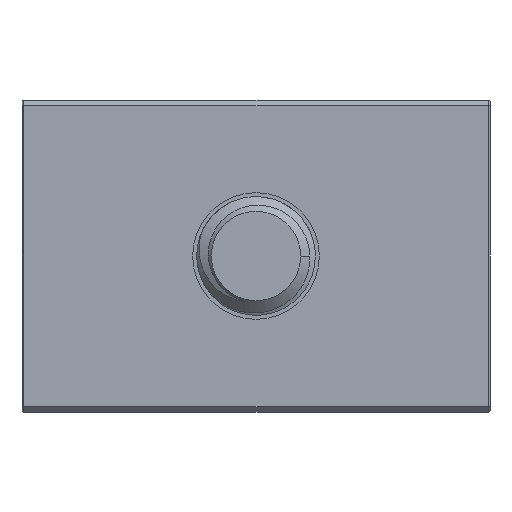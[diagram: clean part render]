
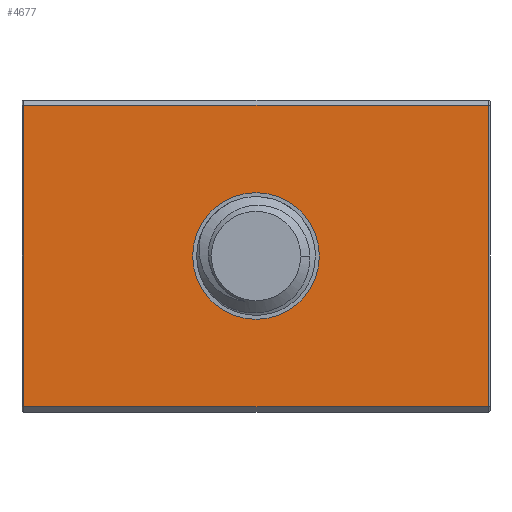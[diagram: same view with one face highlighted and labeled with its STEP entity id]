
A CAD part, front view. The second image highlights one B-rep face of the part: STEP entity #4677.
In plain terms, the highlighted face is planar.
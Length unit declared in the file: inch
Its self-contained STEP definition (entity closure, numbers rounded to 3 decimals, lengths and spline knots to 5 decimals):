
#99 = DIRECTION ( 'NONE',  ( 1., 0., 0. ) ) ;
#323 = ORIENTED_EDGE ( 'NONE', *, *, #5406, .T. ) ;
#341 = LINE ( 'NONE', #5474, #5313 ) ;
#391 = CIRCLE ( 'NONE', #2097, 0.1015 ) ;
#471 = VECTOR ( 'NONE', #2902, 39.37008 ) ;
#516 = LINE ( 'NONE', #2242, #1062 ) ;
#574 = CARTESIAN_POINT ( 'NONE',  ( 0.1015, 0., -0.20253 ) ) ;
#606 = VERTEX_POINT ( 'NONE', #2590 ) ;
#659 = CARTESIAN_POINT ( 'NONE',  ( 0.3725, 0.24177, -0.20253 ) ) ;
#952 = VERTEX_POINT ( 'NONE', #574 ) ;
#1062 = VECTOR ( 'NONE', #99, 39.37008 ) ;
#1072 = CARTESIAN_POINT ( 'NONE',  ( 0.3725, -0.24177, -0.20253 ) ) ;
#1110 = AXIS2_PLACEMENT_3D ( 'NONE', #4751, #2547, #2222 ) ;
#1188 = VERTEX_POINT ( 'NONE', #659 ) ;
#1231 = LINE ( 'NONE', #2932, #471 ) ;
#1236 = DIRECTION ( 'NONE',  ( 0., 0., 1. ) ) ;
#1316 = ORIENTED_EDGE ( 'NONE', *, *, #3090, .T. ) ;
#1534 = VERTEX_POINT ( 'NONE', #2574 ) ;
#1636 = DIRECTION ( 'NONE',  ( 1., 0., 0. ) ) ;
#1678 = PLANE ( 'NONE',  #2399 ) ;
#1705 = FACE_BOUND ( 'NONE', #2704, .T. ) ;
#2097 = AXIS2_PLACEMENT_3D ( 'NONE', #2778, #4501, #4925 ) ;
#2222 = DIRECTION ( 'NONE',  ( 1., 0., 0. ) ) ;
#2242 = CARTESIAN_POINT ( 'NONE',  ( -0.375, 0.24177, -0.20253 ) ) ;
#2399 = AXIS2_PLACEMENT_3D ( 'NONE', #5487, #1236, #2995 ) ;
#2422 = EDGE_CURVE ( 'NONE', #952, #3407, #391, .T. ) ;
#2547 = DIRECTION ( 'NONE',  ( 0., 0., 1. ) ) ;
#2574 = CARTESIAN_POINT ( 'NONE',  ( -0.3725, -0.24177, -0.20253 ) ) ;
#2590 = CARTESIAN_POINT ( 'NONE',  ( 0.3725, -0.24177, -0.20253 ) ) ;
#2612 = ORIENTED_EDGE ( 'NONE', *, *, #3353, .F. ) ;
#2658 = ORIENTED_EDGE ( 'NONE', *, *, #4497, .T. ) ;
#2704 = EDGE_LOOP ( 'NONE', ( #3021, #1316 ) ) ;
#2771 = VECTOR ( 'NONE', #2783, 39.37008 ) ;
#2775 = EDGE_CURVE ( 'NONE', #1534, #4209, #1231, .T. ) ;
#2778 = CARTESIAN_POINT ( 'NONE',  ( 0., 0., -0.20253 ) ) ;
#2783 = DIRECTION ( 'NONE',  ( 0., -1., 0. ) ) ;
#2902 = DIRECTION ( 'NONE',  ( 0., 1., 0. ) ) ;
#2932 = CARTESIAN_POINT ( 'NONE',  ( -0.3725, 0.24177, -0.20253 ) ) ;
#2995 = DIRECTION ( 'NONE',  ( 1., 0., 0. ) ) ;
#3021 = ORIENTED_EDGE ( 'NONE', *, *, #2422, .T. ) ;
#3090 = EDGE_CURVE ( 'NONE', #3407, #952, #5222, .T. ) ;
#3353 = EDGE_CURVE ( 'NONE', #1534, #606, #341, .T. ) ;
#3407 = VERTEX_POINT ( 'NONE', #3811 ) ;
#3411 = FACE_OUTER_BOUND ( 'NONE', #3576, .T. ) ;
#3576 = EDGE_LOOP ( 'NONE', ( #323, #2658, #2612, #4028 ) ) ;
#3811 = CARTESIAN_POINT ( 'NONE',  ( -0.1015, 0., -0.20253 ) ) ;
#4028 = ORIENTED_EDGE ( 'NONE', *, *, #2775, .T. ) ;
#4209 = VERTEX_POINT ( 'NONE', #5153 ) ;
#4497 = EDGE_CURVE ( 'NONE', #1188, #606, #4902, .T. ) ;
#4501 = DIRECTION ( 'NONE',  ( 0., 0., 1. ) ) ;
#4677 = ADVANCED_FACE ( 'NONE', ( #1705, #3411 ), #1678, .F. ) ;
#4751 = CARTESIAN_POINT ( 'NONE',  ( 0., 0., -0.20253 ) ) ;
#4902 = LINE ( 'NONE', #1072, #2771 ) ;
#4925 = DIRECTION ( 'NONE',  ( 1., 0., 0. ) ) ;
#5153 = CARTESIAN_POINT ( 'NONE',  ( -0.3725, 0.24177, -0.20253 ) ) ;
#5222 = CIRCLE ( 'NONE', #1110, 0.1015 ) ;
#5313 = VECTOR ( 'NONE', #1636, 39.37008 ) ;
#5406 = EDGE_CURVE ( 'NONE', #4209, #1188, #516, .T. ) ;
#5474 = CARTESIAN_POINT ( 'NONE',  ( -0.375, -0.24177, -0.20253 ) ) ;
#5487 = CARTESIAN_POINT ( 'NONE',  ( -0.375, -0.24177, -0.20253 ) ) ;
